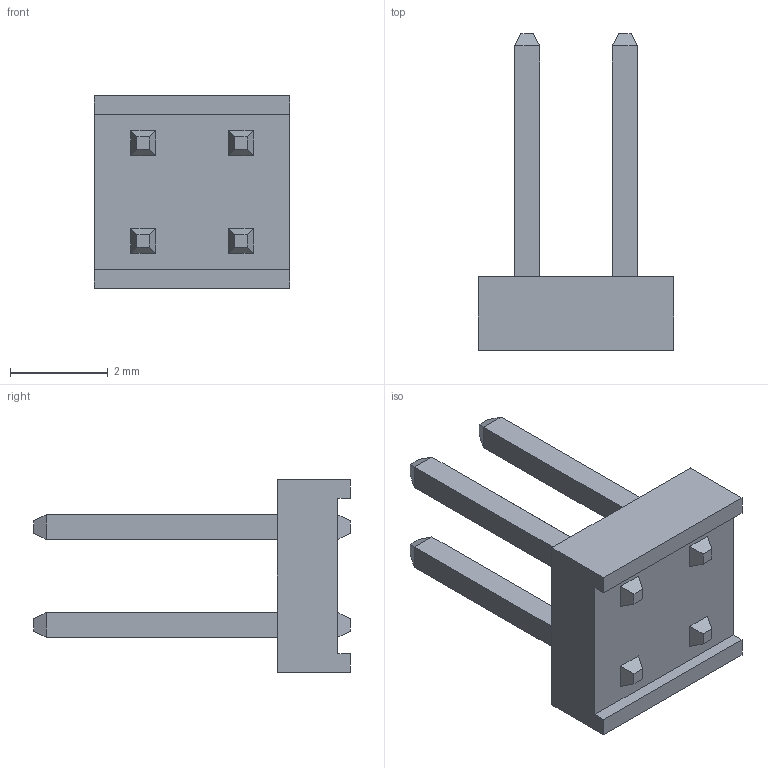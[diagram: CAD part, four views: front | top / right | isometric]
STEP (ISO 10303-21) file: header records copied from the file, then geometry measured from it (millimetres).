
FILE_DESCRIPTION( ( 'STEP AP214' ), '1' );
FILE_NAME( 'MTMM-102-02-S-D-196.stp', '2019-12-08T22:07:34', ( '' ), ( '' ), ' ', 'PARTsolutions', ' ' );
FILE_SCHEMA( ( 'AUTOMOTIVE_DESIGN { 1 0 10303 214 1 1 1 1 }' ) );
Length unit declared in the file: inch
Products named in the file (3): MTMM-102-02-S-D-196; _MTMM-102-02-S-D-196_pins; _MTMM-102-02-S-D-196_body
Assembly tree (2 placements, depth 2):
  MTMM-102-02-S-D-196
    _MTMM-102-02-S-D-196_pins
    _MTMM-102-02-S-D-196_body
Bounding box: 4 x 6.48 x 3.94 mm (x, y, z)
Volume: 27.1 mm3; surface area: 130.3 mm2
Topology: 2 solids, 2 shells, 100 faces, 244 edges, 152 vertices
Faces by surface type: plane 100
Entity records: 3702 total; most frequent: CARTESIAN_POINT 499, ORIENTED_EDGE 488, DIRECTION 450, EDGE_CURVE 244, LINE 244, VECTOR 244, VERTEX_POINT 152, EDGE_LOOP 112
